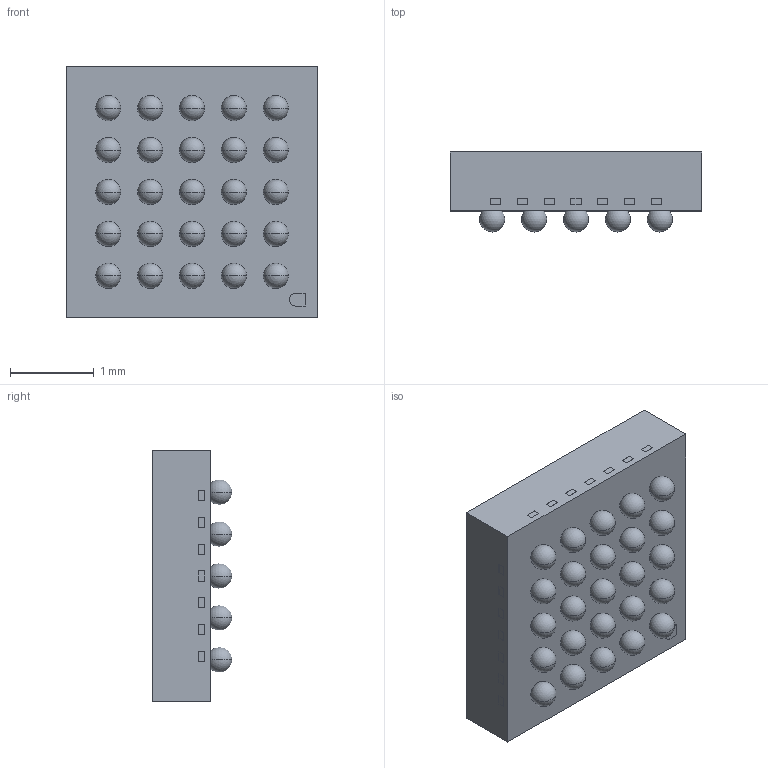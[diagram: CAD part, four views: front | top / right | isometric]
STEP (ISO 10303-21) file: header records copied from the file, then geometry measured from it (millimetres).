
FILE_DESCRIPTION((''),'2;1');
FILE_NAME('GRA25A_ASM','2012-02-28T',('CKXSSC'),(''),'PRO/ENGINEER BY PARAMETRIC TECHNOLOGY CORPORATION, 2011220','PRO/ENGINEER BY PARAMETRIC TECHNOLOGY CORPORATION, 2011220','');
FILE_SCHEMA(('AUTOMOTIVE_DESIGN_CC2 { 1 2 10303 214 -1 1 5 2 }'));
Length unit declared in the file: millimetre
Products named in the file (4): FRAME_GRA25A; BODY_GRA25A; BALL_MICROARRAY_GRA25A; GRA25A_ASM
Assembly tree (27 placements, depth 2):
  GRA25A_ASM
    FRAME_GRA25A
    BODY_GRA25A
    BALL_MICROARRAY_GRA25A  x25
Bounding box: 3 x 0.95 x 3 mm (x, y, z)
Volume: 6.6 mm3; surface area: 36.4 mm2
Topology: 81 solids, 81 shells, 586 faces, 1182 edges, 763 vertices
Faces by surface type: plane 434, cylinder 102, sphere 50
Entity records: 17127 total; most frequent: DIRECTION 2334, CARTESIAN_POINT 2272, ORIENTED_EDGE 2072, PRESENTATION_STYLE_ASSIGNMENT 1110, STYLED_ITEM 1093, CURVE_STYLE 1036, EDGE_CURVE 1036, VECTOR 828
